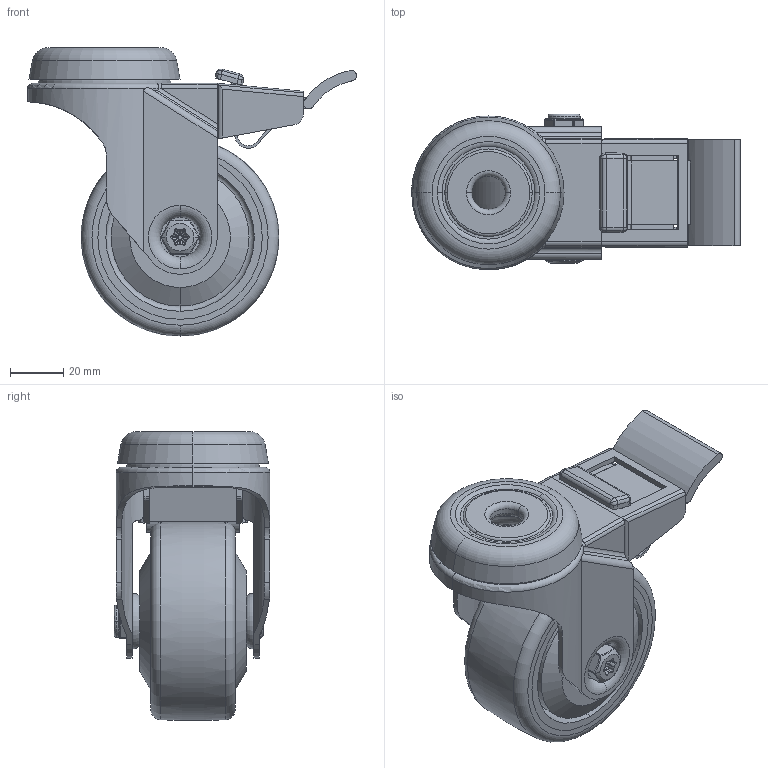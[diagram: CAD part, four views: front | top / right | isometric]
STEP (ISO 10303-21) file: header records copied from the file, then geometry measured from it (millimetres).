
FILE_DESCRIPTION(('STEP AP203'),'1');
FILE_NAME('BZM75GRBJBH12SWB.STEP','2023-06-06T07:44:53',(' '),(' '),'Spatial InterOp 3D',' ',' ');
FILE_SCHEMA(('CONFIG_CONTROL_DESIGN'));
Length unit declared in the file: metre
Products named in the file (27): BZM75ASBH12SWB; ZINC PLATED PRESSED STEEL HEAD; ZINC PLATED PRESSED STEEL FORKS; ZINC PLATED PRESSED STEEL BRAKE; BRAKE PAD; NYLON BRAKE PEDAL; BZM75GRBJBH12SWB; BZM75WGRBJM10; RUBBER TYRE; POLYPROPYLENE RIM; BEARING 6202; METAL; METAL2; Pattern; Component1; MIDDLE; RUBBER; RUBBER2; CAP; TUBEM10X37; ZINC PLATED AXLE TUBE; BOLTBZM8MM; ZINC PLATED AXLE BOLT; NYLOC NUT; NUT; RUBBER3; NYLOCM8Z
Assembly tree (34 placements, depth 5):
  BZM75GRBJBH12SWB
    BZM75ASBH12SWB
      ZINC PLATED PRESSED STEEL HEAD
      ZINC PLATED PRESSED STEEL FORKS
      ZINC PLATED PRESSED STEEL BRAKE
      BRAKE PAD
      NYLON BRAKE PEDAL
    BZM75WGRBJM10
      RUBBER TYRE
      POLYPROPYLENE RIM
      BEARING 6202
        METAL
        METAL2
        Pattern
          Component1  x8
        MIDDLE
        RUBBER
        RUBBER2
      CAP  x2
    TUBEM10X37
      ZINC PLATED AXLE TUBE
    BOLTBZM8MM
      ZINC PLATED AXLE BOLT
    NYLOCM8Z
      NYLOC NUT
        NUT
        RUBBER3
Bounding box: 124 x 58.75 x 108.97 mm (x, y, z)
Volume: 148572.5 mm3; surface area: 114734.5 mm2
Topology: 26 solids, 26 shells, 1081 faces, 2715 edges, 1703 vertices
Faces by surface type: plane 361, cylinder 354, extrusion 140, sphere 88, torus 80, cone 42, bspline 16
Entity records: 43574 total; most frequent: CARTESIAN_POINT 17323, DIRECTION 5206, ORIENTED_EDGE 5130, EDGE_CURVE 2565, AXIS2_PLACEMENT_3D 2004, VERTEX_POINT 1651, VECTOR 1198, EDGE_LOOP 1170
